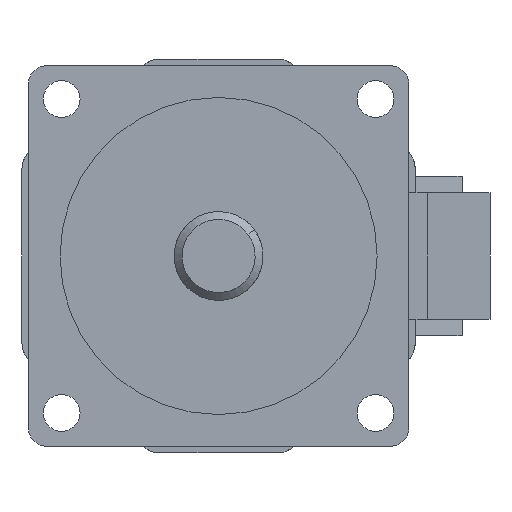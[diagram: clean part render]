
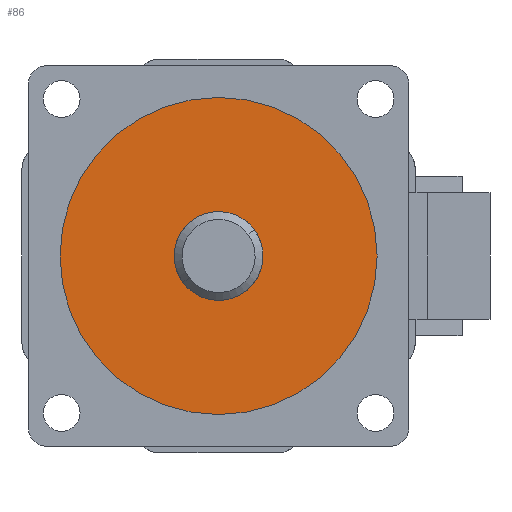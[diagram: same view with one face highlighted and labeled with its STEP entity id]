
A CAD part, left-side view. The second image highlights one B-rep face of the part: STEP entity #86.
In plain terms, the highlighted planar face has unit normal (-1, 0, 0).
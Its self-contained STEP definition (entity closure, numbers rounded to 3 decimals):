
#17 = EDGE_CURVE ( 'NONE', #702, #355, #903, .T. ) ;
#56 = EDGE_LOOP ( 'NONE', ( #140, #399 ) ) ;
#86 = ADVANCED_FACE ( 'NONE', ( #1339, #1340 ), #1341, .F. ) ;
#140 = ORIENTED_EDGE ( 'NONE', *, *, #682, .F. ) ;
#355 = VERTEX_POINT ( 'NONE', #3067 ) ;
#399 = ORIENTED_EDGE ( 'NONE', *, *, #1826, .F. ) ;
#462 = ORIENTED_EDGE ( 'NONE', *, *, #17, .T. ) ;
#486 = EDGE_CURVE ( 'NONE', #355, #702, #1123, .T. ) ;
#528 = EDGE_LOOP ( 'NONE', ( #725, #462 ) ) ;
#682 = EDGE_CURVE ( 'NONE', #3432, #3538, #2041, .T. ) ;
#702 = VERTEX_POINT ( 'NONE', #2193 ) ;
#725 = ORIENTED_EDGE ( 'NONE', *, *, #486, .T. ) ;
#903 = CIRCLE ( 'NONE', #904, 25. ) ;
#904 = AXIS2_PLACEMENT_3D ( 'NONE', #905, #906, #907 ) ;
#905 = CARTESIAN_POINT ( 'NONE',  ( -3., 0., 0. ) ) ;
#906 = DIRECTION ( 'NONE',  ( -1., 0., 0. ) ) ;
#907 = DIRECTION ( 'NONE',  ( 0., -1., 0. ) ) ;
#1123 = CIRCLE ( 'NONE', #1124, 25. ) ;
#1124 = AXIS2_PLACEMENT_3D ( 'NONE', #1125, #1126, #1127 ) ;
#1125 = CARTESIAN_POINT ( 'NONE',  ( -3., 0., 0. ) ) ;
#1126 = DIRECTION ( 'NONE',  ( -1., 0., 0. ) ) ;
#1127 = DIRECTION ( 'NONE',  ( 0., -1., 0. ) ) ;
#1339 = FACE_BOUND ( 'NONE', #56, .T. ) ;
#1340 = FACE_OUTER_BOUND ( 'NONE', #528, .T. ) ;
#1341 = PLANE ( 'NONE',  #1342 ) ;
#1342 = AXIS2_PLACEMENT_3D ( 'NONE', #1343, #1344, #1345 ) ;
#1343 = CARTESIAN_POINT ( 'NONE',  ( -3., 7., 0. ) ) ;
#1344 = DIRECTION ( 'NONE',  ( 1., 0., 0. ) ) ;
#1345 = DIRECTION ( 'NONE',  ( 0., 1., 0. ) ) ;
#1680 = CARTESIAN_POINT ( 'NONE',  ( -3., -7., 0. ) ) ;
#1826 = EDGE_CURVE ( 'NONE', #3538, #3432, #2991, .T. ) ;
#2041 = CIRCLE ( 'NONE', #2045, 7. ) ;
#2045 = AXIS2_PLACEMENT_3D ( 'NONE', #2046, #2047, #2048 ) ;
#2046 = CARTESIAN_POINT ( 'NONE',  ( -3., 0., 0. ) ) ;
#2047 = DIRECTION ( 'NONE',  ( -1., 0., 0. ) ) ;
#2048 = DIRECTION ( 'NONE',  ( 0., -1., 0. ) ) ;
#2193 = CARTESIAN_POINT ( 'NONE',  ( -3., 25., 0. ) ) ;
#2752 = CARTESIAN_POINT ( 'NONE',  ( -3., 7., 0. ) ) ;
#2991 = CIRCLE ( 'NONE', #2992, 7. ) ;
#2992 = AXIS2_PLACEMENT_3D ( 'NONE', #2993, #2994, #2995 ) ;
#2993 = CARTESIAN_POINT ( 'NONE',  ( -3., 0., 0. ) ) ;
#2994 = DIRECTION ( 'NONE',  ( -1., 0., 0. ) ) ;
#2995 = DIRECTION ( 'NONE',  ( 0., -1., 0. ) ) ;
#3067 = CARTESIAN_POINT ( 'NONE',  ( -3., -25., 0. ) ) ;
#3432 = VERTEX_POINT ( 'NONE', #1680 ) ;
#3538 = VERTEX_POINT ( 'NONE', #2752 ) ;
